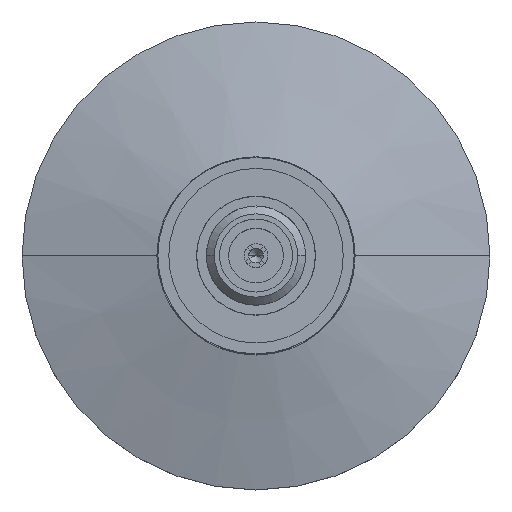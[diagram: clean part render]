
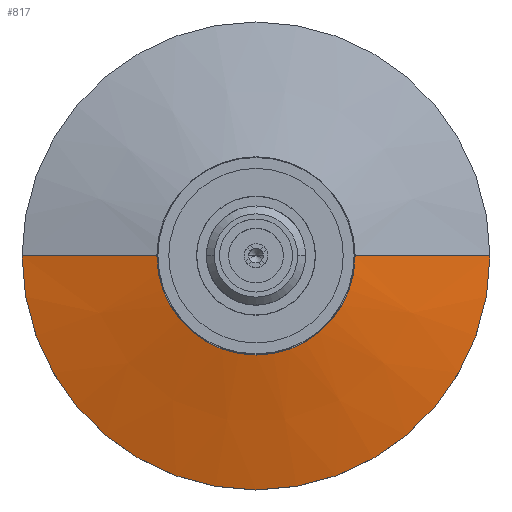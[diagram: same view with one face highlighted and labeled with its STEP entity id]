
A CAD part, top view. The second image highlights one B-rep face of the part: STEP entity #817.
In plain terms, the highlighted conical face has half-angle 75 degrees and reference radius 4.037 mm.
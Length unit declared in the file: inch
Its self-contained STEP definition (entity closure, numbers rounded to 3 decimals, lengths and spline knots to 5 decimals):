
#135 = CARTESIAN_POINT ( 'NONE',  ( 0.25, 0., 0.5651 ) ) ;
#162 = CARTESIAN_POINT ( 'NONE',  ( 0.59, 0., 0.474 ) ) ;
#203 = CARTESIAN_POINT ( 'NONE',  ( -0.25, 0., 0.5651 ) ) ;
#488 = AXIS2_PLACEMENT_3D ( 'NONE', #757, #756, #755 ) ;
#546 = CIRCLE ( 'NONE', #488, 0.59 ) ;
#553 = CONICAL_SURFACE ( 'NONE', #609, 0.15895, 1.309 ) ;
#609 = AXIS2_PLACEMENT_3D ( 'NONE', #1617, #1619, #1622 ) ;
#755 = DIRECTION ( 'NONE',  ( -1., 0., 0. ) ) ;
#756 = DIRECTION ( 'NONE',  ( 0., 0., -1. ) ) ;
#757 = CARTESIAN_POINT ( 'NONE',  ( 0., 0., 0.474 ) ) ;
#817 = ADVANCED_FACE ( 'NONE', ( #1620 ), #553, .T. ) ;
#1269 = EDGE_CURVE ( 'NONE', #3882, #3817, #546, .T. ) ;
#1617 = CARTESIAN_POINT ( 'NONE',  ( 0., 0., 0.5895 ) ) ;
#1619 = DIRECTION ( 'NONE',  ( 0., 0., -1. ) ) ;
#1620 = FACE_OUTER_BOUND ( 'NONE', #2110, .T. ) ;
#1622 = DIRECTION ( 'NONE',  ( -1., 0., 0. ) ) ;
#2110 = EDGE_LOOP ( 'NONE', ( #3946, #3791, #4010, #4011 ) ) ;
#2455 = VECTOR ( 'NONE', #4167, 39.37008 ) ;
#2623 = CARTESIAN_POINT ( 'NONE',  ( 0., 0., 0.5651 ) ) ;
#2624 = DIRECTION ( 'NONE',  ( 0., 0., 1. ) ) ;
#2625 = DIRECTION ( 'NONE',  ( -1., 0., 0. ) ) ;
#2667 = LINE ( 'NONE', #2668, #2992 ) ;
#2668 = CARTESIAN_POINT ( 'NONE',  ( -0.15895, 0., 0.5895 ) ) ;
#2675 = DIRECTION ( 'NONE',  ( -0.966, 0., -0.259 ) ) ;
#2886 = EDGE_CURVE ( 'NONE', #3828, #3882, #4162, .T. ) ;
#2939 = CIRCLE ( 'NONE', #2941, 0.25 ) ;
#2941 = AXIS2_PLACEMENT_3D ( 'NONE', #2623, #2624, #2625 ) ;
#2992 = VECTOR ( 'NONE', #2675, 39.37008 ) ;
#3791 = ORIENTED_EDGE ( 'NONE', *, *, #4857, .F. ) ;
#3817 = VERTEX_POINT ( 'NONE', #4429 ) ;
#3828 = VERTEX_POINT ( 'NONE', #135 ) ;
#3882 = VERTEX_POINT ( 'NONE', #162 ) ;
#3946 = ORIENTED_EDGE ( 'NONE', *, *, #2886, .F. ) ;
#4007 = VERTEX_POINT ( 'NONE', #203 ) ;
#4010 = ORIENTED_EDGE ( 'NONE', *, *, #4875, .T. ) ;
#4011 = ORIENTED_EDGE ( 'NONE', *, *, #1269, .F. ) ;
#4157 = CARTESIAN_POINT ( 'NONE',  ( 0.15895, 0., 0.5895 ) ) ;
#4162 = LINE ( 'NONE', #4157, #2455 ) ;
#4167 = DIRECTION ( 'NONE',  ( 0.966, 0., -0.259 ) ) ;
#4429 = CARTESIAN_POINT ( 'NONE',  ( -0.59, 0., 0.474 ) ) ;
#4857 = EDGE_CURVE ( 'NONE', #4007, #3828, #2939, .T. ) ;
#4875 = EDGE_CURVE ( 'NONE', #4007, #3817, #2667, .T. ) ;
